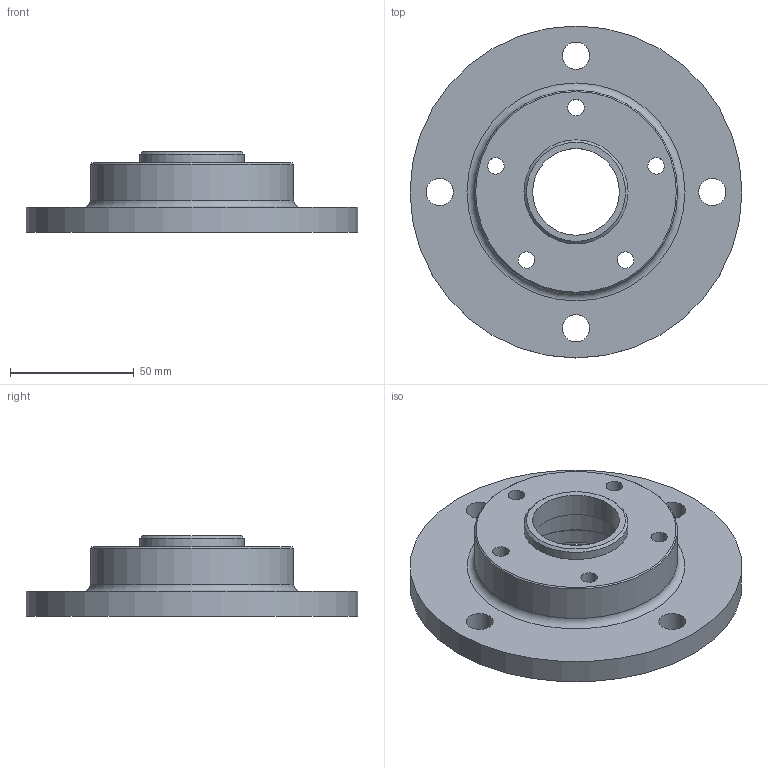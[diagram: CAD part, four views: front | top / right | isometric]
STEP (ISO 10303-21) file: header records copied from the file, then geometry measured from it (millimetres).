
FILE_DESCRIPTION(/* description */ (''),/* implementation_level */ '2;1');
FILE_NAME(/* name */ 'CAS-4.stp',/* time_stamp */ '2024-04-26T10:33:20+02:00',/* author */ ('Z420'),/* organization */ (''),/* preprocessor_version */ 'ST-DEVELOPER v18.1',/* originating_system */ 'Autodesk Inventor 2022',/* authorisation */ '');
FILE_SCHEMA (('AUTOMOTIVE_DESIGN { 1 0 10303 214 3 1 1 }'));
Length unit declared in the file: millimetre
Products named in the file (1): MM56 - 1201
Bounding box: 134 x 134 x 32.5 mm (x, y, z)
Volume: 177723.7 mm3; surface area: 42817.9 mm2
Topology: 1 solids, 1 shells, 26 faces, 60 edges, 40 vertices
Faces by surface type: cylinder 15, plane 6, cone 4, torus 1
Full cylindrical faces by diameter (mm): 6.647 x5, 11 x4, 35 x1, 42 x1, 49 x1, 52.8 x1, 82 x1, 134 x1
Entity records: 848 total; most frequent: DIRECTION 155, CARTESIAN_POINT 127, ORIENTED_EDGE 120, AXIS2_PLACEMENT_3D 68, EDGE_CURVE 60, EDGE_LOOP 50, CIRCLE 41, VERTEX_POINT 40
